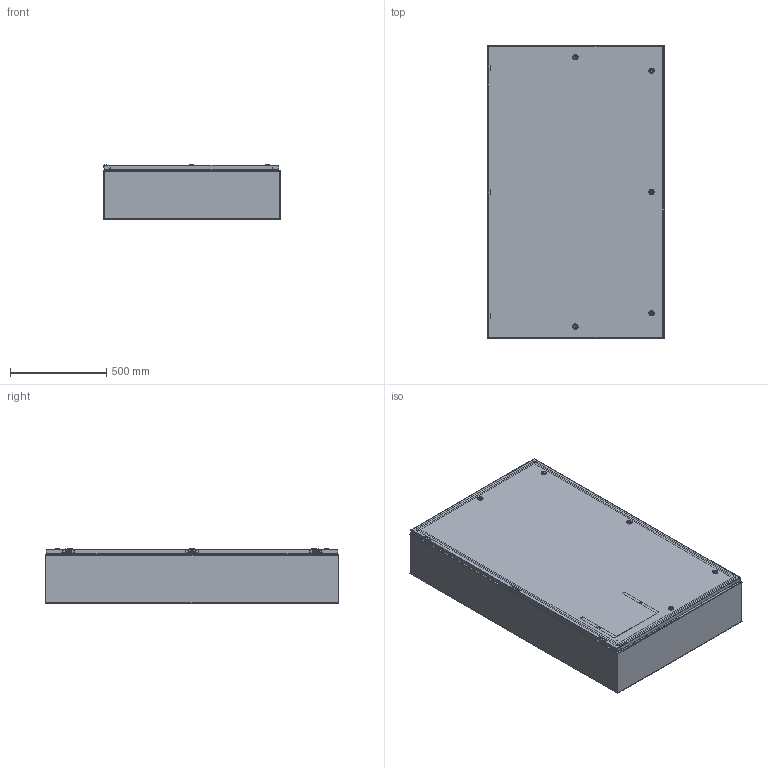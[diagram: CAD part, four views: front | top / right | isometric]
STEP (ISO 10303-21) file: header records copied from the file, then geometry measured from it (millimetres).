
FILE_DESCRIPTION (( 'STEP AP214' ), '1' );
FILE_NAME ('SCE-60EL3610LP_REV1.STEP', '2023-08-23T16:22:44', ( '' ), ( '' ), 'SwSTEP 2.0', 'SolidWorks 2021', '' );
FILE_SCHEMA (( 'AUTOMOTIVE_DESIGN' ));
Length unit declared in the file: inch
Products named in the file (1): SCE-60EL3610LP_REV1
Bounding box: 914.4 x 1524 x 285.86 mm (x, y, z)
Volume: 12734159.7 mm3; surface area: 11772827.5 mm2
Topology: 53 solids, 53 shells, 2286 faces, 5765 edges, 3651 vertices
Faces by surface type: plane 1129, cylinder 772, bspline 129, torus 127, cone 97, sphere 32
Full cylindrical faces by diameter (mm): 1.016 x3, 3.454 x3, 3.978 x3, 4.318 x7, 4.369 x6, 4.775 x4, 4.978 x12, 5.182 x6, 5.207 x6, 5.232 x6, 5.537 x3, 6.096 x6, 6.198 x6, 6.35 x6, 9.525 x6, 11.112 x4
Entity records: 78396 total; most frequent: CARTESIAN_POINT 23726, DIRECTION 11206, ORIENTED_EDGE 11022, EDGE_CURVE 5511, AXIS2_PLACEMENT_3D 4011, VERTEX_POINT 3582, VECTOR 3184, LINE 3184
